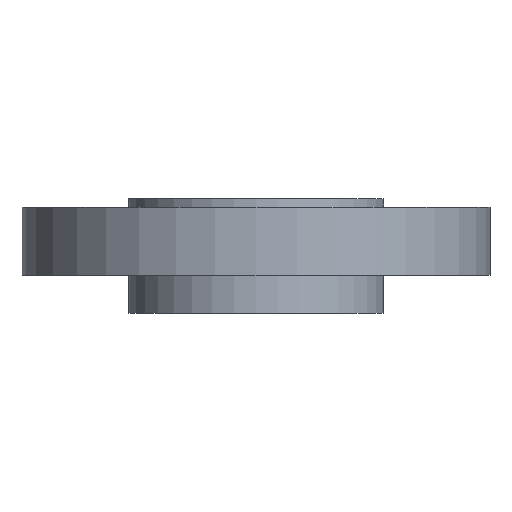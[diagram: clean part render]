
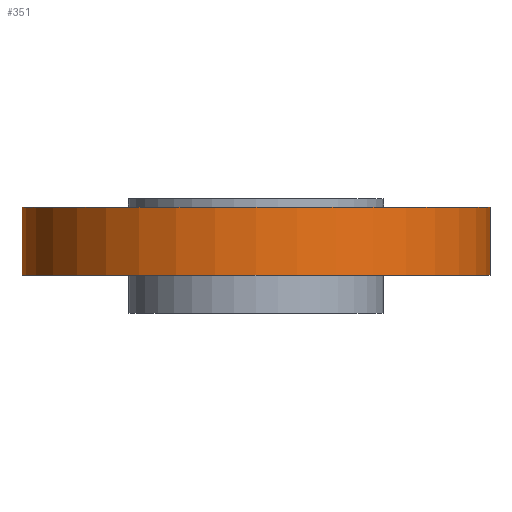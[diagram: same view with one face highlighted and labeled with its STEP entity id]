
A CAD part, front view. The second image highlights one B-rep face of the part: STEP entity #351.
In plain terms, the highlighted cylindrical face has radius 174.625 mm (diameter 349.25 mm), a partial arc.
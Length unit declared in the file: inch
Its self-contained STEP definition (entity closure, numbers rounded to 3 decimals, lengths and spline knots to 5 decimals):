
#5 = DIRECTION ( 'NONE',  ( 1., 0., 0. ) ) ;
#34 = CARTESIAN_POINT ( 'NONE',  ( -6.875, 0., -2.25 ) ) ;
#73 = CYLINDRICAL_SURFACE ( 'NONE', #989, 6.875 ) ;
#79 = EDGE_CURVE ( 'NONE', #184, #801, #505, .T. ) ;
#122 = VERTEX_POINT ( 'NONE', #912 ) ;
#155 = DIRECTION ( 'NONE',  ( 0., 0., -1. ) ) ;
#184 = VERTEX_POINT ( 'NONE', #604 ) ;
#218 = CARTESIAN_POINT ( 'NONE',  ( 6.875, 0., -21.69544 ) ) ;
#227 = CIRCLE ( 'NONE', #627, 6.875 ) ;
#236 = DIRECTION ( 'NONE',  ( 0., 0., 1. ) ) ;
#245 = CARTESIAN_POINT ( 'NONE',  ( 0., 0., -0.25 ) ) ;
#247 = VECTOR ( 'NONE', #818, 39.37008 ) ;
#282 = EDGE_CURVE ( 'NONE', #122, #484, #227, .T. ) ;
#311 = EDGE_CURVE ( 'NONE', #484, #184, #468, .T. ) ;
#324 = ORIENTED_EDGE ( 'NONE', *, *, #628, .T. ) ;
#325 = FACE_OUTER_BOUND ( 'NONE', #616, .T. ) ;
#351 = ADVANCED_FACE ( 'NONE', ( #325 ), #73, .T. ) ;
#383 = CARTESIAN_POINT ( 'NONE',  ( 6.875, 0., -0.25 ) ) ;
#386 = CARTESIAN_POINT ( 'NONE',  ( 0., 0., -2.25 ) ) ;
#435 = ORIENTED_EDGE ( 'NONE', *, *, #79, .F. ) ;
#468 = LINE ( 'NONE', #625, #726 ) ;
#472 = CARTESIAN_POINT ( 'NONE',  ( 0., 0., -21.69544 ) ) ;
#484 = VERTEX_POINT ( 'NONE', #34 ) ;
#505 = CIRCLE ( 'NONE', #636, 6.875 ) ;
#511 = DIRECTION ( 'NONE',  ( 1., 0., 0. ) ) ;
#549 = DIRECTION ( 'NONE',  ( 0., 0., 1. ) ) ;
#551 = DIRECTION ( 'NONE',  ( 0., 0., 1. ) ) ;
#602 = LINE ( 'NONE', #218, #247 ) ;
#604 = CARTESIAN_POINT ( 'NONE',  ( -6.875, 0., -0.25 ) ) ;
#616 = EDGE_LOOP ( 'NONE', ( #794, #761, #324, #435 ) ) ;
#625 = CARTESIAN_POINT ( 'NONE',  ( -6.875, 0., -21.69544 ) ) ;
#627 = AXIS2_PLACEMENT_3D ( 'NONE', #386, #155, #5 ) ;
#628 = EDGE_CURVE ( 'NONE', #122, #801, #602, .T. ) ;
#634 = DIRECTION ( 'NONE',  ( 1., 0., 0. ) ) ;
#636 = AXIS2_PLACEMENT_3D ( 'NONE', #245, #549, #511 ) ;
#726 = VECTOR ( 'NONE', #236, 39.37008 ) ;
#761 = ORIENTED_EDGE ( 'NONE', *, *, #282, .F. ) ;
#794 = ORIENTED_EDGE ( 'NONE', *, *, #311, .F. ) ;
#801 = VERTEX_POINT ( 'NONE', #383 ) ;
#818 = DIRECTION ( 'NONE',  ( 0., 0., 1. ) ) ;
#912 = CARTESIAN_POINT ( 'NONE',  ( 6.875, 0., -2.25 ) ) ;
#989 = AXIS2_PLACEMENT_3D ( 'NONE', #472, #551, #634 ) ;
